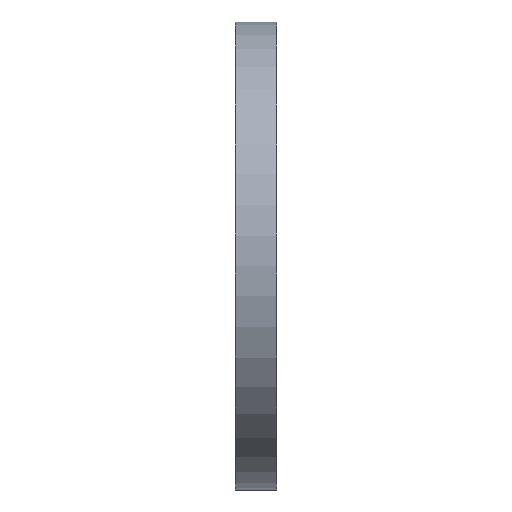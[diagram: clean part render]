
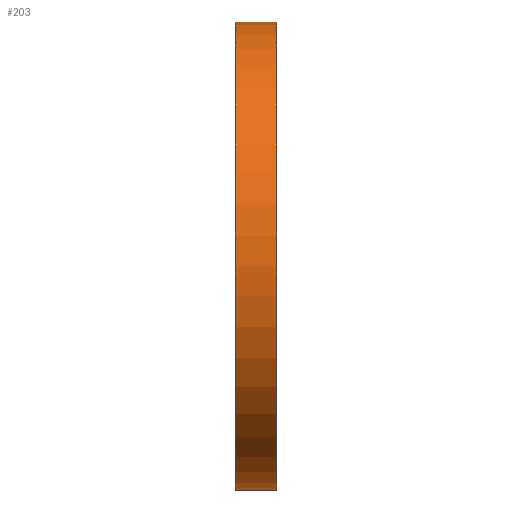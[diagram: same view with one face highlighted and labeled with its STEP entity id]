
A CAD part, left-side view. The second image highlights one B-rep face of the part: STEP entity #203.
In plain terms, the highlighted free-form (B-spline) face has degree [2, 1] with [5, 2] control points.
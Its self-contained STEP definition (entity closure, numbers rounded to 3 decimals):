
#70 = VERTEX_POINT('',#71);
#71 = CARTESIAN_POINT('',(0.,2.633,-14.743));
#72 = VERTEX_POINT('',#73);
#73 = CARTESIAN_POINT('',(0.,2.633,
    14.743));
#81 = EDGE_CURVE('',#72,#82,#84,.T.);
#82 = VERTEX_POINT('',#83);
#83 = CARTESIAN_POINT('',(0.,0.,14.743));
#84 = B_SPLINE_CURVE_WITH_KNOTS('',1,(#85,#86),.UNSPECIFIED.,.F.,.F.,(2,
    2),(-2.5,-0.),.PIECEWISE_BEZIER_KNOTS.);
#85 = CARTESIAN_POINT('',(0.,2.633,
    14.743));
#86 = CARTESIAN_POINT('',(0.,0.,14.743));
#89 = VERTEX_POINT('',#90);
#90 = CARTESIAN_POINT('',(0.,0.,-14.743));
#98 = EDGE_CURVE('',#70,#89,#99,.T.);
#99 = B_SPLINE_CURVE_WITH_KNOTS('',1,(#100,#101),.UNSPECIFIED.,.F.,.F.,(
    2,2),(-2.5,-0.),.PIECEWISE_BEZIER_KNOTS.);
#100 = CARTESIAN_POINT('',(0.,2.633,-14.743));
#101 = CARTESIAN_POINT('',(0.,0.,-14.743));
#187 = EDGE_CURVE('',#82,#89,#188,.T.);
#188 = ( BOUNDED_CURVE() B_SPLINE_CURVE(2,(#189,#190,#191,#192,#193),
.UNSPECIFIED.,.F.,.F.) B_SPLINE_CURVE_WITH_KNOTS((3,2,3),(3.142,
4.712,6.283),.PIECEWISE_BEZIER_KNOTS.) CURVE() 
GEOMETRIC_REPRESENTATION_ITEM() RATIONAL_B_SPLINE_CURVE((1.,
0.707,1.,0.707,1.)) REPRESENTATION_ITEM('') );
#189 = CARTESIAN_POINT('',(0.,0.,14.743));
#190 = CARTESIAN_POINT('',(-14.743,0.,14.743));
#191 = CARTESIAN_POINT('',(-14.743,0.,0.));
#192 = CARTESIAN_POINT('',(-14.743,0.,-14.743));
#193 = CARTESIAN_POINT('',(0.,0.,-14.743));
#203 = ADVANCED_FACE('',(#204),#217,.T.);
#204 = FACE_BOUND('',#205,.T.);
#205 = EDGE_LOOP('',(#206,#207,#215,#216));
#206 = ORIENTED_EDGE('',*,*,#81,.F.);
#207 = ORIENTED_EDGE('',*,*,#208,.T.);
#208 = EDGE_CURVE('',#72,#70,#209,.T.);
#209 = ( BOUNDED_CURVE() B_SPLINE_CURVE(2,(#210,#211,#212,#213,#214),
.UNSPECIFIED.,.F.,.F.) B_SPLINE_CURVE_WITH_KNOTS((3,2,3),(3.142,
4.712,6.283),.PIECEWISE_BEZIER_KNOTS.) CURVE() 
GEOMETRIC_REPRESENTATION_ITEM() RATIONAL_B_SPLINE_CURVE((1.,
0.707,1.,0.707,1.)) REPRESENTATION_ITEM('') );
#210 = CARTESIAN_POINT('',(0.,2.633,
    14.743));
#211 = CARTESIAN_POINT('',(-14.743,2.633,
    14.743));
#212 = CARTESIAN_POINT('',(-14.743,2.633,
    0.));
#213 = CARTESIAN_POINT('',(-14.743,2.633,
    -14.743));
#214 = CARTESIAN_POINT('',(0.,2.633,
    -14.743));
#215 = ORIENTED_EDGE('',*,*,#98,.T.);
#216 = ORIENTED_EDGE('',*,*,#187,.F.);
#217 = ( BOUNDED_SURFACE() B_SPLINE_SURFACE(2,1,(
    (#218,#219)
    ,(#220,#221)
    ,(#222,#223)
    ,(#224,#225)
,(#226,#227
    )),.UNSPECIFIED.,.F.,.F.,.F.) B_SPLINE_SURFACE_WITH_KNOTS((3,2,3),(2
    ,2),(3.142,4.712,6.283),(-2.5,0.),
.PIECEWISE_BEZIER_KNOTS.) GEOMETRIC_REPRESENTATION_ITEM() 
RATIONAL_B_SPLINE_SURFACE((
    (1.,1.)
    ,(0.707,0.707)
    ,(1.,1.)
    ,(0.707,0.707)
,(1.,1.))) REPRESENTATION_ITEM('') SURFACE() );
#218 = CARTESIAN_POINT('',(0.,2.633,
    14.743));
#219 = CARTESIAN_POINT('',(0.,0.,14.743));
#220 = CARTESIAN_POINT('',(-14.743,2.633,
    14.743));
#221 = CARTESIAN_POINT('',(-14.743,0.,14.743));
#222 = CARTESIAN_POINT('',(-14.743,2.633,
    0.));
#223 = CARTESIAN_POINT('',(-14.743,0.,0.));
#224 = CARTESIAN_POINT('',(-14.743,2.633,
    -14.743));
#225 = CARTESIAN_POINT('',(-14.743,0.,-14.743));
#226 = CARTESIAN_POINT('',(0.,2.633,
    -14.743));
#227 = CARTESIAN_POINT('',(0.,0.,-14.743));
